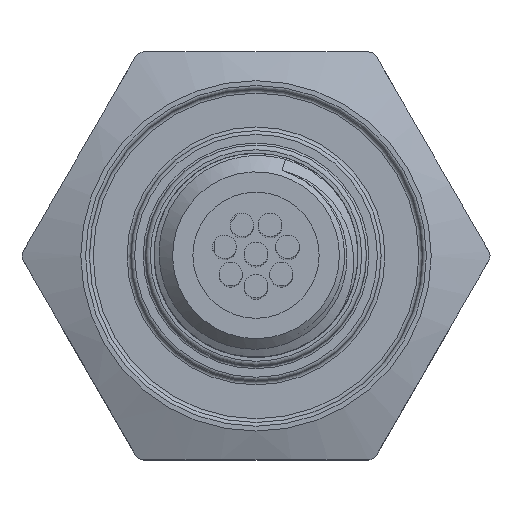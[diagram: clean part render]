
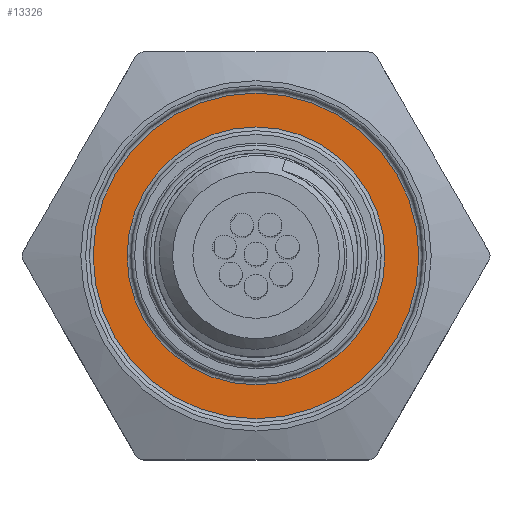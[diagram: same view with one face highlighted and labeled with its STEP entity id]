
A CAD part, top view. The second image highlights one B-rep face of the part: STEP entity #13326.
In plain terms, the highlighted planar face has unit normal (0, 0, 1).
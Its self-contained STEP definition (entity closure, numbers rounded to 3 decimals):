
#428=FACE_BOUND($,#3774,.T.);
#761=CIRCLE($,#14233,8.782);
#764=CIRCLE($,#14237,6.953);
#2881=FACE_OUTER_BOUND($,#3773,.T.);
#3773=EDGE_LOOP($,(#9548));
#3774=EDGE_LOOP($,(#9549));
#6320=VERTEX_POINT($,#20523);
#6323=VERTEX_POINT($,#20530);
#7629=EDGE_CURVE($,#6320,#6320,#761,.T.);
#7632=EDGE_CURVE($,#6323,#6323,#764,.T.);
#9548=ORIENTED_EDGE($,*,*,#7629,.T.);
#9549=ORIENTED_EDGE($,*,*,#7632,.T.);
#12934=PLANE($,#14300);
#13326=ADVANCED_FACE($,(#2881,#428),#12934,.T.);
#14233=AXIS2_PLACEMENT_3D($,#20524,#15671,#15672);
#14237=AXIS2_PLACEMENT_3D($,#20531,#15679,#15680);
#14300=AXIS2_PLACEMENT_3D($,#20962,#15825,#15826);
#15671=DIRECTION('center_axis',(0.,0.,1.));
#15672=DIRECTION('ref_axis',(1.,0.,0.));
#15679=DIRECTION('center_axis',(0.,0.,-1.));
#15680=DIRECTION('ref_axis',(1.,0.,0.));
#15825=DIRECTION('center_axis',(0.,0.,1.));
#15826=DIRECTION('ref_axis',(1.,0.,0.));
#20523=CARTESIAN_POINT('',(8.782,0.,16.129));
#20524=CARTESIAN_POINT('Origin',(0.,0.,16.129));
#20530=CARTESIAN_POINT('',(6.953,0.,16.129));
#20531=CARTESIAN_POINT('Origin',(0.,0.,16.129));
#20962=CARTESIAN_POINT('Origin',(0.,0.,16.129));
